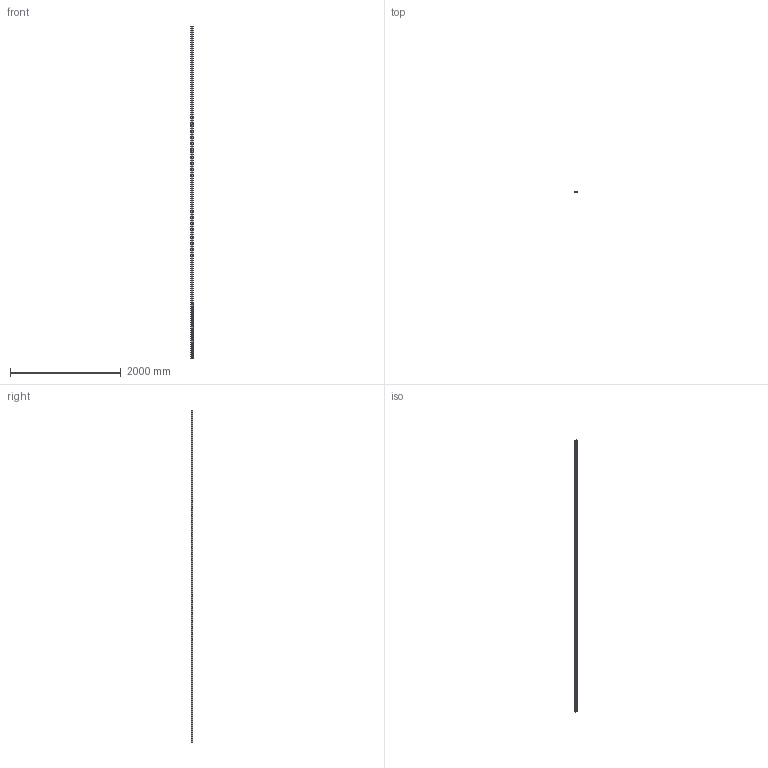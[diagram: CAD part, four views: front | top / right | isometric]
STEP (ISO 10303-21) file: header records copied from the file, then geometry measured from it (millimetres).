
FILE_DESCRIPTION (( 'STEP AP214' ), '1' );
FILE_NAME ('1122932.STEP', '2026-02-05T10:42:26', ( '' ), ( '' ), 'SwSTEP 2.0', 'SolidWorks 2024', '' );
FILE_SCHEMA (( 'AUTOMOTIVE_DESIGN' ));
Length unit declared in the file: millimetre
Products named in the file (1): 1122932
Bounding box: 41 x 21 x 6000 mm (x, y, z)
Volume: 1142856.1 mm3; surface area: 1170358.6 mm2
Topology: 1 solids, 1 shells, 1344 faces, 3588 edges, 2376 vertices
Faces by surface type: plane 812, cylinder 532
Entity records: 42055 total; most frequent: DIRECTION 7342, CARTESIAN_POINT 7309, ORIENTED_EDGE 7176, EDGE_CURVE 3588, VECTOR 2524, LINE 2524, AXIS2_PLACEMENT_3D 2409, VERTEX_POINT 2376
